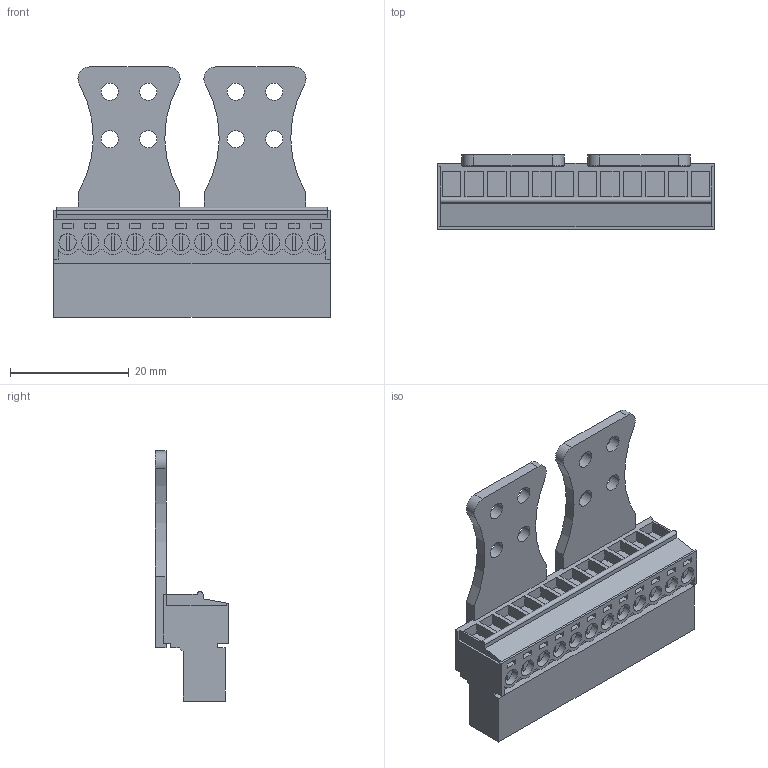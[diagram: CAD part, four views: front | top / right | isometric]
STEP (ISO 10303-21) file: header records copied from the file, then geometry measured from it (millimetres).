
FILE_DESCRIPTION(('CATIA V5 STEP Exchange','CAx-IF Rec.Pracs.--- Model Styling and Organization---1.2---2011-12-15'),'2;1');
FILE_NAME ('D1450098_0', '2018-05-11T14:35:34+00:00', ('none'), ('Weidmueller'), 'CATIA Version 5-6 Release 2014', 'CATIA V5 STEP AP214', 'none');
FILE_SCHEMA(('AUTOMOTIVE_DESIGN { 1 0 10303 214 1 1 1 1 }'));
Length unit declared in the file: millimetre
Products named in the file (1): 1237100000
Bounding box: 46.51 x 12.45 x 42.1 mm (x, y, z)
Volume: 6827.2 mm3; surface area: 9142.9 mm2
Topology: 27 solids, 27 shells, 781 faces, 2023 edges, 1356 vertices
Faces by surface type: plane 660, cylinder 121
Entity records: 22193 total; most frequent: ORIENTED_EDGE 4046, CARTESIAN_POINT 3970, DIRECTION 2766, EDGE_CURVE 2023, VECTOR 1661, LINE 1661, VERTEX_POINT 1356, EDGE_LOOP 857
